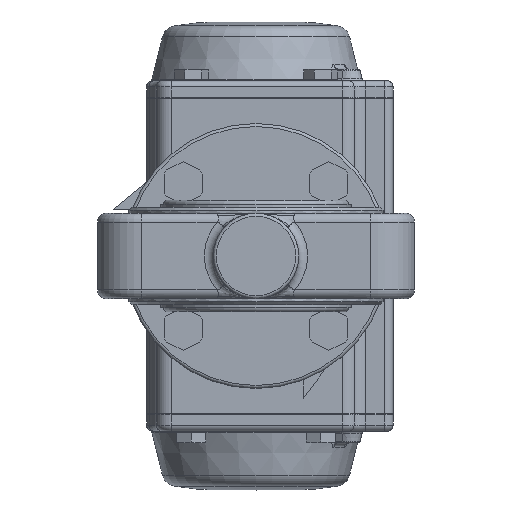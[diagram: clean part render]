
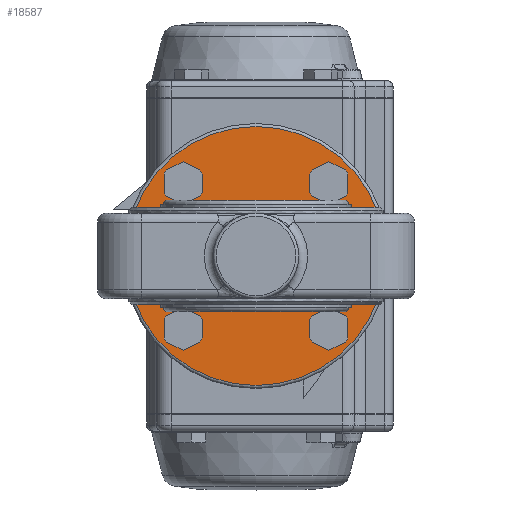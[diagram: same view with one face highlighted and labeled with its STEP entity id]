
A CAD part, front view. The second image highlights one B-rep face of the part: STEP entity #18587.
In plain terms, the highlighted planar face has unit normal (0, -1, 0).
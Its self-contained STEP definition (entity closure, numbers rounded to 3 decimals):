
#590=PLANE('',#20765);
#7265=ORIENTED_EDGE('',*,*,#10958,.T.);
#7266=ORIENTED_EDGE('',*,*,#10959,.T.);
#7267=ORIENTED_EDGE('',*,*,#10960,.T.);
#7268=ORIENTED_EDGE('',*,*,#10961,.T.);
#7269=ORIENTED_EDGE('',*,*,#10962,.T.);
#7270=ORIENTED_EDGE('',*,*,#10963,.T.);
#10958=EDGE_CURVE('',#13051,#13051,#14410,.T.);
#10959=EDGE_CURVE('',#13052,#13052,#14411,.F.);
#10960=EDGE_CURVE('',#13053,#13053,#14412,.T.);
#10961=EDGE_CURVE('',#13054,#13054,#14413,.T.);
#10962=EDGE_CURVE('',#13055,#13055,#14414,.T.);
#10963=EDGE_CURVE('',#13056,#13056,#14415,.T.);
#13051=VERTEX_POINT('',#33701);
#13052=VERTEX_POINT('',#33703);
#13053=VERTEX_POINT('',#33705);
#13054=VERTEX_POINT('',#33707);
#13055=VERTEX_POINT('',#33709);
#13056=VERTEX_POINT('',#33711);
#14410=CIRCLE('',#20766,17.5);
#14411=CIRCLE('',#20767,44.);
#14412=CIRCLE('',#20768,5.);
#14413=CIRCLE('',#20769,5.);
#14414=CIRCLE('',#20770,5.);
#14415=CIRCLE('',#20771,5.);
#15512=EDGE_LOOP('',(#7265));
#15513=EDGE_LOOP('',(#7266));
#15514=EDGE_LOOP('',(#7267));
#15515=EDGE_LOOP('',(#7268));
#15516=EDGE_LOOP('',(#7269));
#15517=EDGE_LOOP('',(#7270));
#16989=FACE_BOUND('',#15512,.T.);
#16990=FACE_BOUND('',#15513,.T.);
#16991=FACE_BOUND('',#15514,.T.);
#16992=FACE_BOUND('',#15515,.T.);
#16993=FACE_BOUND('',#15516,.T.);
#16994=FACE_BOUND('',#15517,.T.);
#18587=ADVANCED_FACE('',(#16989,#16990,#16991,#16992,#16993,#16994),#590,
 .F.);
#20765=AXIS2_PLACEMENT_3D('',#33699,#25004,#25005);
#20766=AXIS2_PLACEMENT_3D('',#33700,#25006,#25007);
#20767=AXIS2_PLACEMENT_3D('',#33702,#25008,#25009);
#20768=AXIS2_PLACEMENT_3D('',#33704,#25010,#25011);
#20769=AXIS2_PLACEMENT_3D('',#33706,#25012,#25013);
#20770=AXIS2_PLACEMENT_3D('',#33708,#25014,#25015);
#20771=AXIS2_PLACEMENT_3D('',#33710,#25016,#25017);
#25004=DIRECTION('',(0.,1.,0.));
#25005=DIRECTION('',(0.,0.,1.));
#25006=DIRECTION('',(0.,1.,0.));
#25007=DIRECTION('',(0.,0.,1.));
#25008=DIRECTION('',(0.,1.,0.));
#25009=DIRECTION('',(0.,0.,1.));
#25010=DIRECTION('',(0.,1.,0.));
#25011=DIRECTION('',(0.,0.,1.));
#25012=DIRECTION('',(0.,1.,0.));
#25013=DIRECTION('',(0.,0.,1.));
#25014=DIRECTION('',(0.,1.,0.));
#25015=DIRECTION('',(0.,0.,1.));
#25016=DIRECTION('',(0.,1.,0.));
#25017=DIRECTION('',(0.,0.,1.));
#33699=CARTESIAN_POINT('',(0.,121.,0.));
#33700=CARTESIAN_POINT('',(0.,121.,0.));
#33701=CARTESIAN_POINT('',(0.,121.,17.5));
#33702=CARTESIAN_POINT('',(0.,121.,0.));
#33703=CARTESIAN_POINT('',(0.,121.,44.));
#33704=CARTESIAN_POINT('',(-24.749,121.,24.749));
#33705=CARTESIAN_POINT('',(-24.749,121.,29.749));
#33706=CARTESIAN_POINT('',(24.749,121.,24.749));
#33707=CARTESIAN_POINT('',(24.749,121.,29.749));
#33708=CARTESIAN_POINT('',(24.749,121.,-24.749));
#33709=CARTESIAN_POINT('',(24.749,121.,-19.749));
#33710=CARTESIAN_POINT('',(-24.749,121.,-24.749));
#33711=CARTESIAN_POINT('',(-24.749,121.,-19.749));
